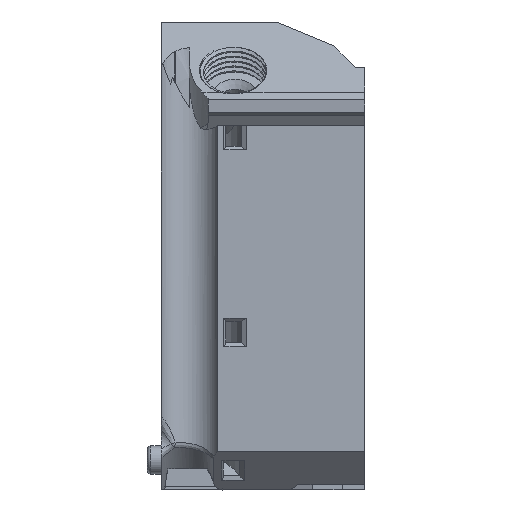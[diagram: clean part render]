
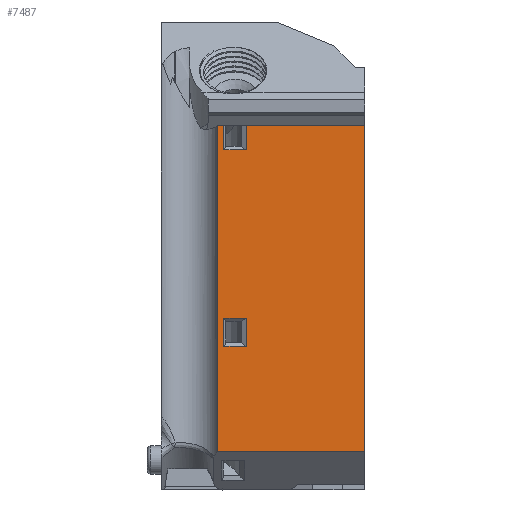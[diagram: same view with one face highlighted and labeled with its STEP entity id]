
A CAD part, left-side view. The second image highlights one B-rep face of the part: STEP entity #7487.
In plain terms, the highlighted planar face has unit normal (-1, 0, 0).
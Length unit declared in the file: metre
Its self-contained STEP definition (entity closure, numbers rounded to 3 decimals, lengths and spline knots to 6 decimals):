
#394=LINE('',#10633,#1034);
#396=LINE('',#10637,#1036);
#426=LINE('',#10812,#1066);
#478=LINE('',#11055,#1118);
#567=LINE('',#11797,#1207);
#568=LINE('',#11800,#1208);
#569=LINE('',#11802,#1209);
#570=LINE('',#11804,#1210);
#571=LINE('',#11805,#1211);
#572=LINE('',#11807,#1212);
#573=LINE('',#11809,#1213);
#574=LINE('',#11810,#1214);
#1034=VECTOR('',#8558,1.);
#1036=VECTOR('',#8560,1.);
#1066=VECTOR('',#8632,1.);
#1118=VECTOR('',#8724,1.);
#1207=VECTOR('',#8939,1.);
#1208=VECTOR('',#8940,1.);
#1209=VECTOR('',#8941,1.);
#1210=VECTOR('',#8942,1.);
#1211=VECTOR('',#8943,1.);
#1212=VECTOR('',#8944,1.);
#1213=VECTOR('',#8945,1.);
#1214=VECTOR('',#8946,1.);
#1693=PLANE('',#8019);
#2368=ORIENTED_EDGE('',*,*,#4536,.F.);
#2369=ORIENTED_EDGE('',*,*,#4537,.F.);
#2370=ORIENTED_EDGE('',*,*,#4538,.F.);
#2371=ORIENTED_EDGE('',*,*,#4539,.F.);
#2372=ORIENTED_EDGE('',*,*,#4370,.F.);
#2373=ORIENTED_EDGE('',*,*,#4228,.F.);
#2374=ORIENTED_EDGE('',*,*,#4540,.F.);
#2375=ORIENTED_EDGE('',*,*,#4541,.F.);
#2376=ORIENTED_EDGE('',*,*,#4542,.F.);
#2377=ORIENTED_EDGE('',*,*,#4226,.F.);
#2378=ORIENTED_EDGE('',*,*,#4290,.T.);
#2379=ORIENTED_EDGE('',*,*,#4543,.F.);
#4226=EDGE_CURVE('',#5352,#5353,#394,.F.);
#4228=EDGE_CURVE('',#5354,#5355,#396,.F.);
#4290=EDGE_CURVE('',#5352,#5411,#426,.T.);
#4370=EDGE_CURVE('',#5355,#5485,#478,.T.);
#4536=EDGE_CURVE('',#5620,#5621,#567,.T.);
#4537=EDGE_CURVE('',#5622,#5620,#568,.T.);
#4538=EDGE_CURVE('',#5623,#5622,#569,.T.);
#4539=EDGE_CURVE('',#5621,#5623,#570,.T.);
#4540=EDGE_CURVE('',#5624,#5354,#571,.T.);
#4541=EDGE_CURVE('',#5625,#5624,#572,.T.);
#4542=EDGE_CURVE('',#5353,#5625,#573,.T.);
#4543=EDGE_CURVE('',#5485,#5411,#574,.T.);
#5352=VERTEX_POINT('',#10632);
#5353=VERTEX_POINT('',#10634);
#5354=VERTEX_POINT('',#10636);
#5355=VERTEX_POINT('',#10638);
#5411=VERTEX_POINT('',#10811);
#5485=VERTEX_POINT('',#11056);
#5620=VERTEX_POINT('',#11798);
#5621=VERTEX_POINT('',#11799);
#5622=VERTEX_POINT('',#11801);
#5623=VERTEX_POINT('',#11803);
#5624=VERTEX_POINT('',#11806);
#5625=VERTEX_POINT('',#11808);
#6407=EDGE_LOOP('',(#2368,#2369,#2370,#2371));
#6408=EDGE_LOOP('',(#2372,#2373,#2374,#2375,#2376,#2377,#2378,#2379));
#6939=FACE_BOUND('',#6407,.T.);
#6940=FACE_BOUND('',#6408,.T.);
#7487=ADVANCED_FACE('',(#6939,#6940),#1693,.T.);
#8019=AXIS2_PLACEMENT_3D('',#11796,#8937,#8938);
#8558=DIRECTION('',(0.,1.,0.));
#8560=DIRECTION('',(0.,1.,0.));
#8632=DIRECTION('',(0.,0.,-1.));
#8724=DIRECTION('',(0.,0.,-1.));
#8937=DIRECTION('',(-1.,0.,0.));
#8938=DIRECTION('',(0.,0.,1.));
#8939=DIRECTION('',(0.,-1.,0.));
#8940=DIRECTION('',(0.,0.,-1.));
#8941=DIRECTION('',(0.,1.,0.));
#8942=DIRECTION('',(0.,0.,1.));
#8943=DIRECTION('',(0.,0.,1.));
#8944=DIRECTION('',(0.,-1.,0.));
#8945=DIRECTION('',(0.,0.,-1.));
#8946=DIRECTION('',(0.,1.,0.));
#10632=CARTESIAN_POINT('',(0.044957,-0.057568,0.169924));
#10633=CARTESIAN_POINT('',(0.044957,-0.068068,0.169924));
#10634=CARTESIAN_POINT('',(0.044957,-0.058502,0.169924));
#10636=CARTESIAN_POINT('',(0.044957,-0.061647,0.169924));
#10637=CARTESIAN_POINT('',(0.044957,-0.068068,0.169924));
#10638=CARTESIAN_POINT('',(0.044957,-0.078568,0.169924));
#10811=CARTESIAN_POINT('',(0.044957,-0.057568,0.123424));
#10812=CARTESIAN_POINT('',(0.044957,-0.057568,0.14754));
#11055=CARTESIAN_POINT('',(0.044957,-0.078568,0.129024));
#11056=CARTESIAN_POINT('',(0.044957,-0.078568,0.123424));
#11796=CARTESIAN_POINT('',(0.044957,-0.068068,0.146674));
#11797=CARTESIAN_POINT('',(0.044957,-0.065808,0.138424));
#11798=CARTESIAN_POINT('',(0.044957,-0.058502,0.138424));
#11799=CARTESIAN_POINT('',(0.044957,-0.061647,0.138424));
#11800=CARTESIAN_POINT('',(0.044957,-0.058502,0.138424));
#11801=CARTESIAN_POINT('',(0.044957,-0.058502,0.142424));
#11802=CARTESIAN_POINT('',(0.044957,-0.060075,0.142424));
#11803=CARTESIAN_POINT('',(0.044957,-0.061647,0.142424));
#11804=CARTESIAN_POINT('',(0.044957,-0.061647,0.142424));
#11805=CARTESIAN_POINT('',(0.044957,-0.061647,0.142424));
#11806=CARTESIAN_POINT('',(0.044957,-0.061647,0.166424));
#11807=CARTESIAN_POINT('',(0.044957,-0.065808,0.166424));
#11808=CARTESIAN_POINT('',(0.044957,-0.058502,0.166424));
#11809=CARTESIAN_POINT('',(0.044957,-0.058502,0.138424));
#11810=CARTESIAN_POINT('',(0.044957,-0.067763,0.123424));
